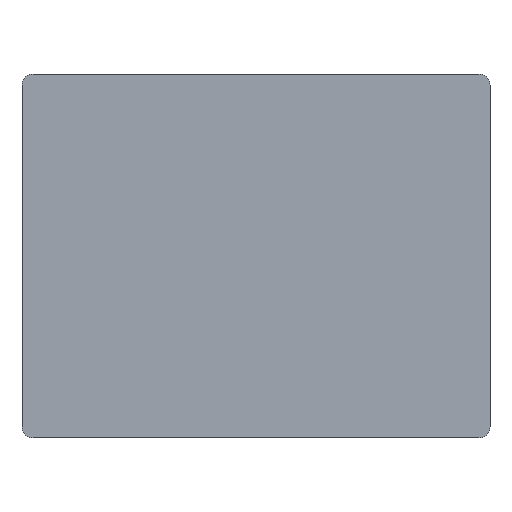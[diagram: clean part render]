
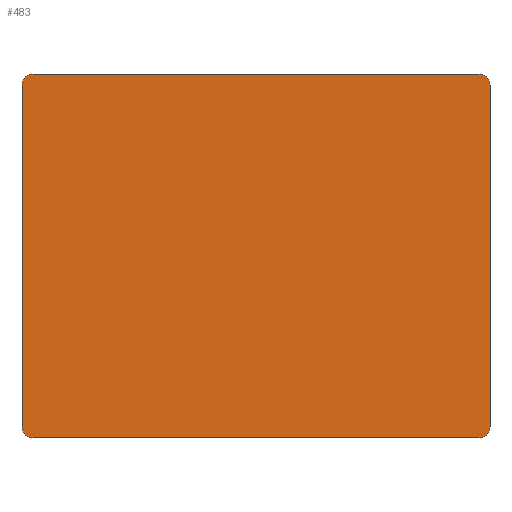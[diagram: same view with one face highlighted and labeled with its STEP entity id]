
A CAD part, front view. The second image highlights one B-rep face of the part: STEP entity #483.
In plain terms, the highlighted planar face has unit normal (0, -1, 0).
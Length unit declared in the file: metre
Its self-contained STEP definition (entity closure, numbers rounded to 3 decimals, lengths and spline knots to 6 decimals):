
#28=CIRCLE('',#518,0.00127);
#29=CIRCLE('',#520,0.00127);
#30=CIRCLE('',#522,0.00127);
#31=CIRCLE('',#524,0.00127);
#156=ORIENTED_EDGE('',*,*,#196,.T.);
#157=ORIENTED_EDGE('',*,*,#221,.T.);
#158=ORIENTED_EDGE('',*,*,#186,.T.);
#159=ORIENTED_EDGE('',*,*,#222,.T.);
#160=ORIENTED_EDGE('',*,*,#208,.F.);
#161=ORIENTED_EDGE('',*,*,#223,.T.);
#162=ORIENTED_EDGE('',*,*,#202,.F.);
#163=ORIENTED_EDGE('',*,*,#220,.T.);
#186=EDGE_CURVE('',#244,#245,#298,.T.);
#196=EDGE_CURVE('',#253,#252,#308,.T.);
#202=EDGE_CURVE('',#258,#259,#314,.T.);
#208=EDGE_CURVE('',#264,#265,#320,.T.);
#220=EDGE_CURVE('',#258,#253,#28,.F.);
#221=EDGE_CURVE('',#252,#244,#29,.F.);
#222=EDGE_CURVE('',#245,#265,#30,.F.);
#223=EDGE_CURVE('',#264,#259,#31,.F.);
#244=VERTEX_POINT('',#721);
#245=VERTEX_POINT('',#722);
#252=VERTEX_POINT('',#739);
#253=VERTEX_POINT('',#741);
#258=VERTEX_POINT('',#752);
#259=VERTEX_POINT('',#754);
#264=VERTEX_POINT('',#765);
#265=VERTEX_POINT('',#767);
#298=LINE('',#720,#346);
#308=LINE('',#740,#356);
#314=LINE('',#753,#362);
#320=LINE('',#766,#368);
#346=VECTOR('',#579,1.);
#356=VECTOR('',#591,1.);
#362=VECTOR('',#599,1.);
#368=VECTOR('',#607,1.);
#405=EDGE_LOOP('',(#156,#157,#158,#159,#160,#161,#162,#163));
#439=FACE_BOUND('',#405,.T.);
#457=PLANE('',#538);
#483=ADVANCED_FACE('',(#439),#457,.F.);
#518=AXIS2_PLACEMENT_3D('',#787,#631,#632);
#520=AXIS2_PLACEMENT_3D('',#789,#635,#636);
#522=AXIS2_PLACEMENT_3D('',#791,#639,#640);
#524=AXIS2_PLACEMENT_3D('',#793,#643,#644);
#538=AXIS2_PLACEMENT_3D('',#811,#671,#672);
#579=DIRECTION('',(0.,0.,1.));
#591=DIRECTION('',(1.,0.,0.));
#599=DIRECTION('',(0.,0.,1.));
#607=DIRECTION('',(1.,0.,0.));
#631=DIRECTION('',(0.,1.,0.));
#632=DIRECTION('',(1.,0.,0.));
#635=DIRECTION('',(0.,1.,0.));
#636=DIRECTION('',(1.,0.,0.));
#639=DIRECTION('',(0.,1.,0.));
#640=DIRECTION('',(1.,0.,0.));
#643=DIRECTION('',(0.,1.,0.));
#644=DIRECTION('',(1.,0.,0.));
#671=DIRECTION('',(0.,1.,0.));
#672=DIRECTION('',(1.,0.,0.));
#720=CARTESIAN_POINT('',(0.19031,-0.00049,0.009921));
#721=CARTESIAN_POINT('',(0.19031,-0.00049,-0.025057));
#722=CARTESIAN_POINT('',(0.19031,-0.00049,0.014298));
#739=CARTESIAN_POINT('',(0.18904,-0.00049,-0.026327));
#740=CARTESIAN_POINT('',(0.163363,-0.00049,-0.026327));
#741=CARTESIAN_POINT('',(0.137685,-0.00049,-0.026327));
#752=CARTESIAN_POINT('',(0.136415,-0.00049,-0.025057));
#753=CARTESIAN_POINT('',(0.136415,-0.00049,-0.00538));
#754=CARTESIAN_POINT('',(0.136415,-0.00049,0.014298));
#765=CARTESIAN_POINT('',(0.137685,-0.00049,0.015568));
#766=CARTESIAN_POINT('',(0.163363,-0.00049,0.015568));
#767=CARTESIAN_POINT('',(0.18904,-0.00049,0.015568));
#787=CARTESIAN_POINT('',(0.137685,-0.00049,-0.025057));
#789=CARTESIAN_POINT('',(0.18904,-0.00049,-0.025057));
#791=CARTESIAN_POINT('',(0.18904,-0.00049,0.014298));
#793=CARTESIAN_POINT('',(0.137685,-0.00049,0.014298));
#811=CARTESIAN_POINT('',(0.163363,-0.00049,-0.00538));
